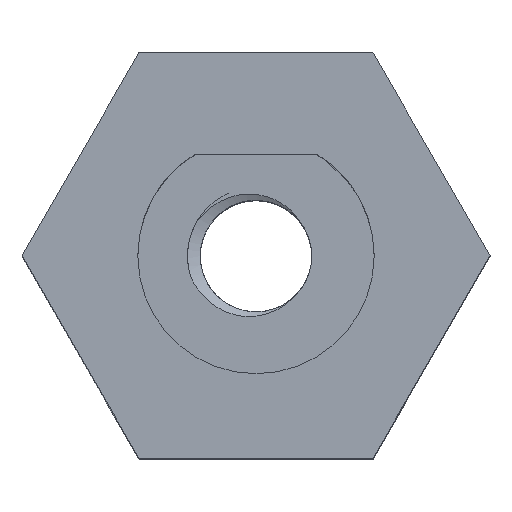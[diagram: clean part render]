
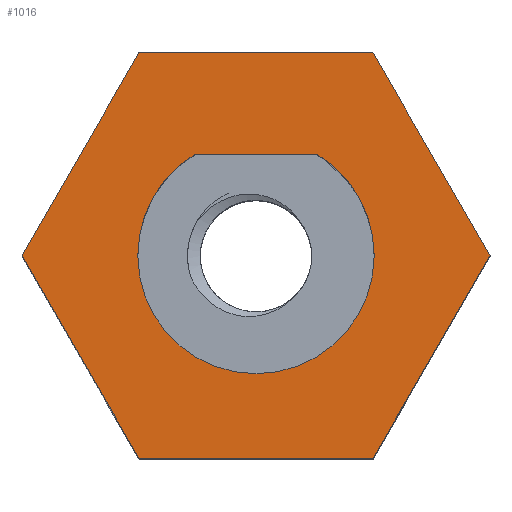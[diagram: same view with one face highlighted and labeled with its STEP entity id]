
A CAD part, top view. The second image highlights one B-rep face of the part: STEP entity #1016.
In plain terms, the highlighted planar face has unit normal (0, 0, 1).
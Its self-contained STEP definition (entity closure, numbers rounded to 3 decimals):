
#14 = VECTOR ( 'NONE', #3992, 1000. ) ;
#96 = CARTESIAN_POINT ( 'NONE',  ( -3.5, 0., 18. ) ) ;
#107 = CARTESIAN_POINT ( 'NONE',  ( -3.464, -6., 18. ) ) ;
#110 = CARTESIAN_POINT ( 'NONE',  ( -3.464, -6., 18. ) ) ;
#118 = CIRCLE ( 'NONE', #3784, 3.5 ) ;
#424 = ORIENTED_EDGE ( 'NONE', *, *, #4356, .F. ) ;
#525 = EDGE_CURVE ( 'NONE', #1513, #5224, #118, .T. ) ;
#638 = ORIENTED_EDGE ( 'NONE', *, *, #827, .T. ) ;
#704 = CARTESIAN_POINT ( 'NONE',  ( -3.464, 6., 18. ) ) ;
#719 = DIRECTION ( 'NONE',  ( 0., 0., 1. ) ) ;
#809 = CARTESIAN_POINT ( 'NONE',  ( 0., 0., 18. ) ) ;
#823 = LINE ( 'NONE', #883, #5289 ) ;
#827 = EDGE_CURVE ( 'NONE', #4802, #5694, #3923, .T. ) ;
#874 = CARTESIAN_POINT ( 'NONE',  ( 3.464, -6., 18. ) ) ;
#883 = CARTESIAN_POINT ( 'NONE',  ( -3.464, 6., 18. ) ) ;
#912 = CARTESIAN_POINT ( 'NONE',  ( -6.928, 0., 18. ) ) ;
#1016 = ADVANCED_FACE ( 'NONE', ( #4050, #6158 ), #5641, .T. ) ;
#1163 = LINE ( 'NONE', #5244, #1859 ) ;
#1376 = AXIS2_PLACEMENT_3D ( 'NONE', #1558, #4513, #2055 ) ;
#1513 = VERTEX_POINT ( 'NONE', #96 ) ;
#1542 = ORIENTED_EDGE ( 'NONE', *, *, #5080, .T. ) ;
#1558 = CARTESIAN_POINT ( 'NONE',  ( 0., 0., 18. ) ) ;
#1591 = ORIENTED_EDGE ( 'NONE', *, *, #525, .F. ) ;
#1702 = CARTESIAN_POINT ( 'NONE',  ( 3.464, 6., 18. ) ) ;
#1754 = VERTEX_POINT ( 'NONE', #3104 ) ;
#1770 = CARTESIAN_POINT ( 'NONE',  ( 0., 0., 18. ) ) ;
#1839 = CARTESIAN_POINT ( 'NONE',  ( 0., 0., 18. ) ) ;
#1859 = VECTOR ( 'NONE', #5669, 1000. ) ;
#2001 = CARTESIAN_POINT ( 'NONE',  ( 6.928, 0., 18. ) ) ;
#2055 = DIRECTION ( 'NONE',  ( 1., 0., 0. ) ) ;
#2057 = CARTESIAN_POINT ( 'NONE',  ( 6.928, 0., 18. ) ) ;
#2193 = LINE ( 'NONE', #1702, #4219 ) ;
#2418 = ORIENTED_EDGE ( 'NONE', *, *, #2856, .F. ) ;
#2436 = ORIENTED_EDGE ( 'NONE', *, *, #5286, .T. ) ;
#2444 = VECTOR ( 'NONE', #3889, 1000. ) ;
#2610 = LINE ( 'NONE', #110, #3288 ) ;
#2649 = ORIENTED_EDGE ( 'NONE', *, *, #4296, .T. ) ;
#2746 = AXIS2_PLACEMENT_3D ( 'NONE', #1839, #4294, #5299 ) ;
#2776 = VERTEX_POINT ( 'NONE', #5757 ) ;
#2856 = EDGE_CURVE ( 'NONE', #5063, #1513, #3888, .T. ) ;
#3067 = AXIS2_PLACEMENT_3D ( 'NONE', #1770, #719, #3666 ) ;
#3104 = CARTESIAN_POINT ( 'NONE',  ( 1.803, 3., 18. ) ) ;
#3161 = CARTESIAN_POINT ( 'NONE',  ( -6.928, 0., 18. ) ) ;
#3288 = VECTOR ( 'NONE', #6119, 1000. ) ;
#3369 = CARTESIAN_POINT ( 'NONE',  ( 3.5, 0., 18. ) ) ;
#3392 = VECTOR ( 'NONE', #3850, 1000. ) ;
#3635 = VERTEX_POINT ( 'NONE', #107 ) ;
#3666 = DIRECTION ( 'NONE',  ( 1., 0., 0. ) ) ;
#3744 = VERTEX_POINT ( 'NONE', #3161 ) ;
#3784 = AXIS2_PLACEMENT_3D ( 'NONE', #809, #4809, #5836 ) ;
#3850 = DIRECTION ( 'NONE',  ( 0.5, 0.866, 0. ) ) ;
#3869 = EDGE_LOOP ( 'NONE', ( #2418, #4447, #424, #1591 ) ) ;
#3888 = CIRCLE ( 'NONE', #2746, 3.5 ) ;
#3889 = DIRECTION ( 'NONE',  ( 0.5, -0.866, 0. ) ) ;
#3923 = LINE ( 'NONE', #2001, #14 ) ;
#3992 = DIRECTION ( 'NONE',  ( -0.5, 0.866, 0. ) ) ;
#4050 = FACE_BOUND ( 'NONE', #3869, .T. ) ;
#4140 = ORIENTED_EDGE ( 'NONE', *, *, #5193, .T. ) ;
#4219 = VECTOR ( 'NONE', #5717, 1000. ) ;
#4294 = DIRECTION ( 'NONE',  ( 0., 0., 1. ) ) ;
#4296 = EDGE_CURVE ( 'NONE', #5694, #6314, #2193, .T. ) ;
#4326 = LINE ( 'NONE', #912, #2444 ) ;
#4356 = EDGE_CURVE ( 'NONE', #5224, #1754, #5812, .T. ) ;
#4447 = ORIENTED_EDGE ( 'NONE', *, *, #6365, .F. ) ;
#4513 = DIRECTION ( 'NONE',  ( 0., 0., 1. ) ) ;
#4802 = VERTEX_POINT ( 'NONE', #2057 ) ;
#4809 = DIRECTION ( 'NONE',  ( 0., 0., 1. ) ) ;
#4909 = ORIENTED_EDGE ( 'NONE', *, *, #5003, .T. ) ;
#4914 = DIRECTION ( 'NONE',  ( -0.5, -0.866, 0. ) ) ;
#5003 = EDGE_CURVE ( 'NONE', #3744, #3635, #4326, .T. ) ;
#5063 = VERTEX_POINT ( 'NONE', #5934 ) ;
#5080 = EDGE_CURVE ( 'NONE', #6314, #3744, #823, .T. ) ;
#5193 = EDGE_CURVE ( 'NONE', #2776, #4802, #6414, .T. ) ;
#5224 = VERTEX_POINT ( 'NONE', #3369 ) ;
#5244 = CARTESIAN_POINT ( 'NONE',  ( -1.803, 3., 18. ) ) ;
#5286 = EDGE_CURVE ( 'NONE', #3635, #2776, #2610, .T. ) ;
#5289 = VECTOR ( 'NONE', #4914, 1000. ) ;
#5299 = DIRECTION ( 'NONE',  ( 1., 0., 0. ) ) ;
#5533 = CARTESIAN_POINT ( 'NONE',  ( 3.464, 6., 18. ) ) ;
#5641 = PLANE ( 'NONE',  #1376 ) ;
#5669 = DIRECTION ( 'NONE',  ( -1., 0., 0. ) ) ;
#5694 = VERTEX_POINT ( 'NONE', #5533 ) ;
#5717 = DIRECTION ( 'NONE',  ( -1., 0., 0. ) ) ;
#5757 = CARTESIAN_POINT ( 'NONE',  ( 3.464, -6., 18. ) ) ;
#5812 = CIRCLE ( 'NONE', #3067, 3.5 ) ;
#5836 = DIRECTION ( 'NONE',  ( 1., 0., 0. ) ) ;
#5934 = CARTESIAN_POINT ( 'NONE',  ( -1.803, 3., 18. ) ) ;
#6119 = DIRECTION ( 'NONE',  ( 1., 0., 0. ) ) ;
#6158 = FACE_OUTER_BOUND ( 'NONE', #6177, .T. ) ;
#6177 = EDGE_LOOP ( 'NONE', ( #4140, #638, #2649, #1542, #4909, #2436 ) ) ;
#6314 = VERTEX_POINT ( 'NONE', #704 ) ;
#6365 = EDGE_CURVE ( 'NONE', #1754, #5063, #1163, .T. ) ;
#6414 = LINE ( 'NONE', #874, #3392 ) ;
